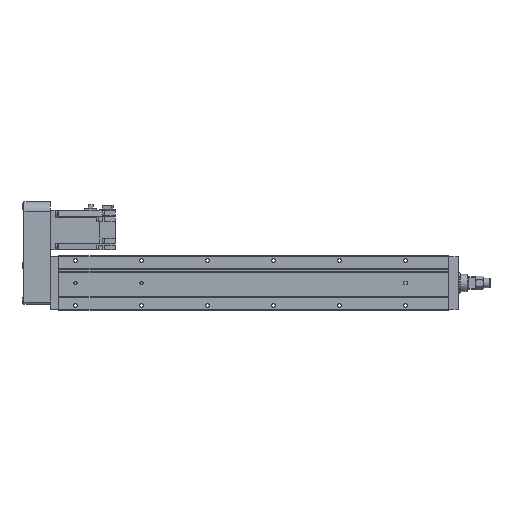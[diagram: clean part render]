
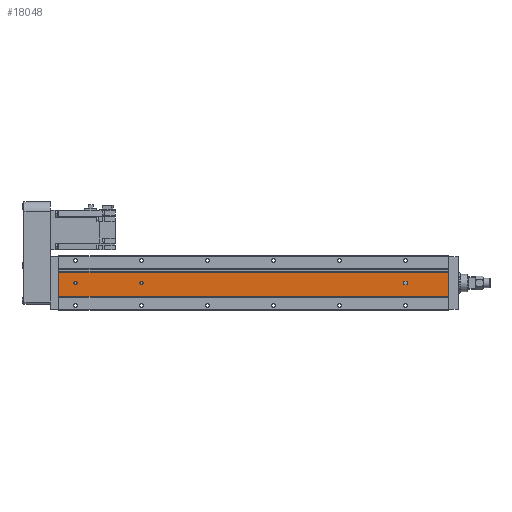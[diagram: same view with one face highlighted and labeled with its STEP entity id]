
A CAD part, front view. The second image highlights one B-rep face of the part: STEP entity #18048.
In plain terms, the highlighted planar face has unit normal (0, -1, 0).
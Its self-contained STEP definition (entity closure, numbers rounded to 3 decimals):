
#268 = CARTESIAN_POINT ( 'NONE',  ( 526., 1., 2.5 ) ) ;
#412 = EDGE_LOOP ( 'NONE', ( #12800, #813, #15052, #2072 ) ) ;
#533 = CARTESIAN_POINT ( 'NONE',  ( 25., 1., 0. ) ) ;
#752 = DIRECTION ( 'NONE',  ( 0., 0., 1. ) ) ;
#813 = ORIENTED_EDGE ( 'NONE', *, *, #3260, .F. ) ;
#993 = VECTOR ( 'NONE', #1101, 1000. ) ;
#1101 = DIRECTION ( 'NONE',  ( 0., 0., -1. ) ) ;
#1916 = CARTESIAN_POINT ( 'NONE',  ( 590., 1., -21. ) ) ;
#1927 = EDGE_CURVE ( 'NONE', #9930, #10999, #25390, .T. ) ;
#2072 = ORIENTED_EDGE ( 'NONE', *, *, #21833, .F. ) ;
#2336 = DIRECTION ( 'NONE',  ( -1., 0., 0. ) ) ;
#2383 = ORIENTED_EDGE ( 'NONE', *, *, #23655, .F. ) ;
#2688 = DIRECTION ( 'NONE',  ( 0., -1., 0. ) ) ;
#2830 = DIRECTION ( 'NONE',  ( 0., -1., 0. ) ) ;
#2928 = VERTEX_POINT ( 'NONE', #11480 ) ;
#3240 = CARTESIAN_POINT ( 'NONE',  ( 125., 1., 0. ) ) ;
#3260 = EDGE_CURVE ( 'NONE', #15431, #21513, #13762, .T. ) ;
#3410 = DIRECTION ( 'NONE',  ( 0., -1., 0. ) ) ;
#3489 = CARTESIAN_POINT ( 'NONE',  ( 25., 1., 2.5 ) ) ;
#3584 = EDGE_CURVE ( 'NONE', #10999, #9930, #21445, .T. ) ;
#3730 = CARTESIAN_POINT ( 'NONE',  ( 526., 1., -2.5 ) ) ;
#4153 = CARTESIAN_POINT ( 'NONE',  ( 590., 1., -2.5 ) ) ;
#4187 = LINE ( 'NONE', #16852, #15336 ) ;
#4309 = PLANE ( 'NONE',  #25228 ) ;
#4443 = FACE_BOUND ( 'NONE', #6437, .T. ) ;
#5047 = EDGE_LOOP ( 'NONE', ( #10553, #20057 ) ) ;
#5891 = DIRECTION ( 'NONE',  ( -1., 0., 0. ) ) ;
#6263 = AXIS2_PLACEMENT_3D ( 'NONE', #18928, #10359, #17109 ) ;
#6437 = EDGE_LOOP ( 'NONE', ( #19104, #19285 ) ) ;
#6468 = CARTESIAN_POINT ( 'NONE',  ( 25., 1., -2.5 ) ) ;
#6586 = FACE_BOUND ( 'NONE', #5047, .T. ) ;
#6701 = DIRECTION ( 'NONE',  ( 1., 0., 0. ) ) ;
#7416 = VERTEX_POINT ( 'NONE', #3730 ) ;
#7708 = LINE ( 'NONE', #10085, #993 ) ;
#8203 = EDGE_CURVE ( 'NONE', #15506, #2928, #4187, .T. ) ;
#8465 = VERTEX_POINT ( 'NONE', #14151 ) ;
#8955 = EDGE_CURVE ( 'NONE', #21942, #22183, #19839, .T. ) ;
#9181 = EDGE_LOOP ( 'NONE', ( #19218, #14827, #2383, #27295 ) ) ;
#9303 = VECTOR ( 'NONE', #25839, 1000. ) ;
#9572 = AXIS2_PLACEMENT_3D ( 'NONE', #533, #15856, #22295 ) ;
#9774 = CARTESIAN_POINT ( 'NONE',  ( 25., 1., 0. ) ) ;
#9930 = VERTEX_POINT ( 'NONE', #12454 ) ;
#10085 = CARTESIAN_POINT ( 'NONE',  ( 0., 1., 16.4 ) ) ;
#10186 = AXIS2_PLACEMENT_3D ( 'NONE', #20419, #3410, #752 ) ;
#10359 = DIRECTION ( 'NONE',  ( 0., -1., 0. ) ) ;
#10553 = ORIENTED_EDGE ( 'NONE', *, *, #3584, .F. ) ;
#10785 = EDGE_CURVE ( 'NONE', #16981, #8465, #17431, .T. ) ;
#10999 = VERTEX_POINT ( 'NONE', #12052 ) ;
#11342 = DIRECTION ( 'NONE',  ( 1., 0., 0. ) ) ;
#11480 = CARTESIAN_POINT ( 'NONE',  ( 0., 1., -21. ) ) ;
#11596 = DIRECTION ( 'NONE',  ( 0., -1., 0. ) ) ;
#11690 = CARTESIAN_POINT ( 'NONE',  ( 524., 1., -2.5 ) ) ;
#12052 = CARTESIAN_POINT ( 'NONE',  ( 125., 1., -2.5 ) ) ;
#12454 = CARTESIAN_POINT ( 'NONE',  ( 125., 1., 2.5 ) ) ;
#12800 = ORIENTED_EDGE ( 'NONE', *, *, #15537, .F. ) ;
#12854 = EDGE_CURVE ( 'NONE', #23460, #15431, #23802, .T. ) ;
#13007 = CARTESIAN_POINT ( 'NONE',  ( 590., 1., 2.5 ) ) ;
#13762 = CIRCLE ( 'NONE', #10186, 2.5 ) ;
#14142 = AXIS2_PLACEMENT_3D ( 'NONE', #3240, #2830, #17870 ) ;
#14151 = CARTESIAN_POINT ( 'NONE',  ( 0., 1., 16.4 ) ) ;
#14154 = CARTESIAN_POINT ( 'NONE',  ( 590., 1., 16.4 ) ) ;
#14391 = VECTOR ( 'NONE', #18644, 1000. ) ;
#14827 = ORIENTED_EDGE ( 'NONE', *, *, #8203, .F. ) ;
#15052 = ORIENTED_EDGE ( 'NONE', *, *, #12854, .F. ) ;
#15336 = VECTOR ( 'NONE', #5891, 1000. ) ;
#15431 = VERTEX_POINT ( 'NONE', #25067 ) ;
#15506 = VERTEX_POINT ( 'NONE', #1916 ) ;
#15537 = EDGE_CURVE ( 'NONE', #21513, #7416, #23384, .T. ) ;
#15856 = DIRECTION ( 'NONE',  ( 0., -1., 0. ) ) ;
#16411 = CARTESIAN_POINT ( 'NONE',  ( 590., 1., 16.4 ) ) ;
#16838 = EDGE_CURVE ( 'NONE', #22183, #21942, #22559, .T. ) ;
#16852 = CARTESIAN_POINT ( 'NONE',  ( 590., 1., -21. ) ) ;
#16981 = VERTEX_POINT ( 'NONE', #14154 ) ;
#17109 = DIRECTION ( 'NONE',  ( 0., 0., 1. ) ) ;
#17182 = DIRECTION ( 'NONE',  ( 0., 0., 1. ) ) ;
#17431 = LINE ( 'NONE', #25971, #9303 ) ;
#17870 = DIRECTION ( 'NONE',  ( 0., 0., 1. ) ) ;
#18048 = ADVANCED_FACE ( 'NONE', ( #22007, #19351, #4443, #6586 ), #4309, .F. ) ;
#18644 = DIRECTION ( 'NONE',  ( 0., 0., -1. ) ) ;
#18791 = CIRCLE ( 'NONE', #6263, 2.5 ) ;
#18928 = CARTESIAN_POINT ( 'NONE',  ( 526., 1., 0. ) ) ;
#19104 = ORIENTED_EDGE ( 'NONE', *, *, #16838, .F. ) ;
#19218 = ORIENTED_EDGE ( 'NONE', *, *, #24865, .T. ) ;
#19285 = ORIENTED_EDGE ( 'NONE', *, *, #8955, .F. ) ;
#19351 = FACE_BOUND ( 'NONE', #412, .T. ) ;
#19839 = CIRCLE ( 'NONE', #23398, 2.5 ) ;
#20057 = ORIENTED_EDGE ( 'NONE', *, *, #1927, .F. ) ;
#20419 = CARTESIAN_POINT ( 'NONE',  ( 524., 1., 0. ) ) ;
#20969 = AXIS2_PLACEMENT_3D ( 'NONE', #21522, #2688, #17182 ) ;
#21070 = VECTOR ( 'NONE', #2336, 1000. ) ;
#21445 = CIRCLE ( 'NONE', #20969, 2.5 ) ;
#21513 = VERTEX_POINT ( 'NONE', #11690 ) ;
#21522 = CARTESIAN_POINT ( 'NONE',  ( 125., 1., 0. ) ) ;
#21600 = DIRECTION ( 'NONE',  ( 0., 1., 0. ) ) ;
#21833 = EDGE_CURVE ( 'NONE', #7416, #23460, #18791, .T. ) ;
#21942 = VERTEX_POINT ( 'NONE', #3489 ) ;
#22007 = FACE_OUTER_BOUND ( 'NONE', #9181, .T. ) ;
#22136 = DIRECTION ( 'NONE',  ( 0., 0., 1. ) ) ;
#22183 = VERTEX_POINT ( 'NONE', #6468 ) ;
#22295 = DIRECTION ( 'NONE',  ( 0., 0., 1. ) ) ;
#22559 = CIRCLE ( 'NONE', #9572, 2.5 ) ;
#23384 = LINE ( 'NONE', #4153, #23839 ) ;
#23398 = AXIS2_PLACEMENT_3D ( 'NONE', #9774, #11596, #22136 ) ;
#23460 = VERTEX_POINT ( 'NONE', #268 ) ;
#23655 = EDGE_CURVE ( 'NONE', #16981, #15506, #26906, .T. ) ;
#23679 = CARTESIAN_POINT ( 'NONE',  ( 590., 1., 16.4 ) ) ;
#23802 = LINE ( 'NONE', #13007, #21070 ) ;
#23839 = VECTOR ( 'NONE', #6701, 1000. ) ;
#24865 = EDGE_CURVE ( 'NONE', #8465, #2928, #7708, .T. ) ;
#25067 = CARTESIAN_POINT ( 'NONE',  ( 524., 1., 2.5 ) ) ;
#25228 = AXIS2_PLACEMENT_3D ( 'NONE', #23679, #21600, #11342 ) ;
#25390 = CIRCLE ( 'NONE', #14142, 2.5 ) ;
#25839 = DIRECTION ( 'NONE',  ( -1., 0., 0. ) ) ;
#25971 = CARTESIAN_POINT ( 'NONE',  ( 590., 1., 16.4 ) ) ;
#26906 = LINE ( 'NONE', #16411, #14391 ) ;
#27295 = ORIENTED_EDGE ( 'NONE', *, *, #10785, .T. ) ;
